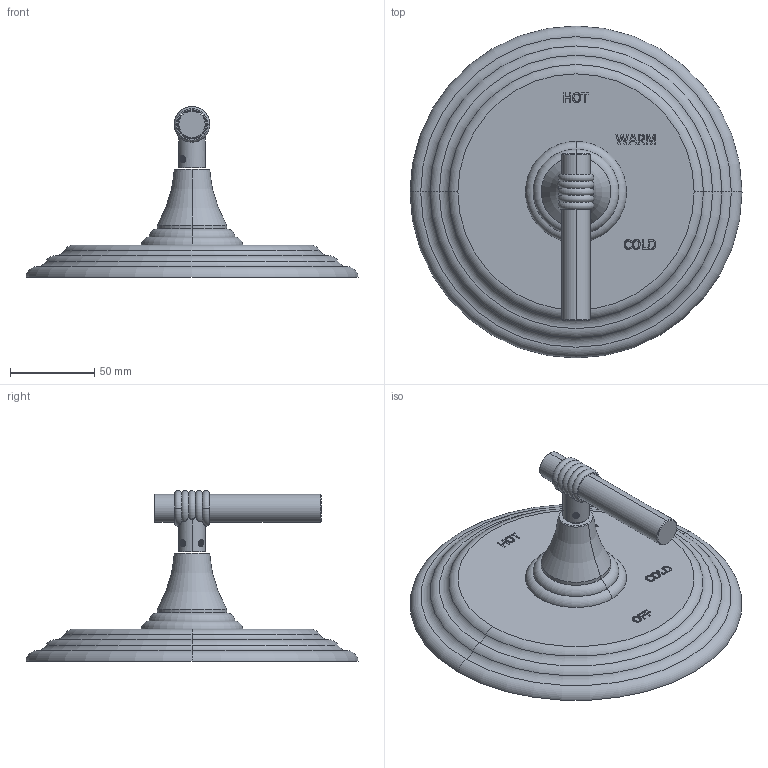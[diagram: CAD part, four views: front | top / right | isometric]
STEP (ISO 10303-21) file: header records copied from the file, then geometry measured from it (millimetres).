
FILE_DESCRIPTION((''),'2;1');
FILE_NAME('4-904BP_ASM','2010-10-28T',('project'),(''),'PRO/ENGINEER BY PARAMETRIC TECHNOLOGY CORPORATION, 2009300','PRO/ENGINEER BY PARAMETRIC TECHNOLOGY CORPORATION, 2009300','');
FILE_SCHEMA(('CONFIG_CONTROL_DESIGN'));
Length unit declared in the file: inch
Products named in the file (13): 10106_AF0; 2-225_ASM; 10050; 10095; 10098; 92000; 92012; 91019; 10096; 10097; 2-103H_ASM; 3-187H_ASM; 4-904BP_ASM
Assembly tree (14 placements, depth 4):
  4-904BP_ASM
    2-225_ASM
      10106_AF0
    3-187H_ASM
      10050
      10095
      2-103H_ASM
        10098
        92000  x2
        92012
        91019  x2
        10096
        10097
Bounding box: 196.85 x 196.85 x 101.23 mm (x, y, z)
Volume: 89600.7 mm3; surface area: 148534 mm2
Topology: 11 solids, 41 shells, 741 faces, 2286 edges, 1621 vertices
Faces by surface type: plane 265, cylinder 198, bspline 88, extrusion 80, torus 76, cone 34
Entity records: 42302 total; most frequent: CARTESIAN_POINT 24274, ORIENTED_EDGE 3882, DIRECTION 2956, EDGE_CURVE 2162, VERTEX_POINT 1539, VECTOR 1024, AXIS2_PLACEMENT_3D 966, LINE 944
